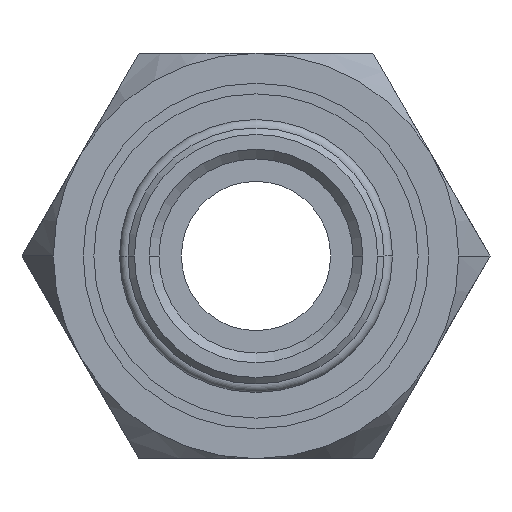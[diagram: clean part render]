
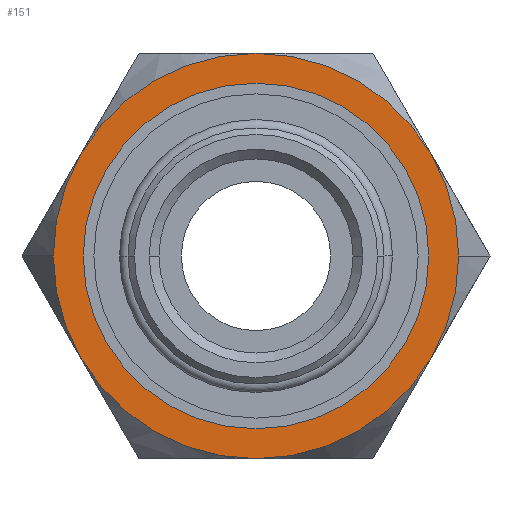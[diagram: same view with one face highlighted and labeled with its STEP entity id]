
A CAD part, front view. The second image highlights one B-rep face of the part: STEP entity #151.
In plain terms, the highlighted planar face has unit normal (0, -1, 0).
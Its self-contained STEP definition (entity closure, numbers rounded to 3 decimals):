
#151=ADVANCED_FACE('',(#319,#320),#321,.T.);
#319=FACE_BOUND('',#508,.T.);
#320=FACE_OUTER_BOUND('',#509,.T.);
#321=PLANE('',#510);
#508=EDGE_LOOP('',(#856,#857));
#509=EDGE_LOOP('',(#858,#859,#860,#861,#862,#863,#864,#865));
#510=AXIS2_PLACEMENT_3D('',#866,#867,#868);
#856=ORIENTED_EDGE('',*,*,#1146,.T.);
#857=ORIENTED_EDGE('',*,*,#1111,.T.);
#858=ORIENTED_EDGE('',*,*,#1170,.T.);
#859=ORIENTED_EDGE('',*,*,#1093,.T.);
#860=ORIENTED_EDGE('',*,*,#1175,.T.);
#861=ORIENTED_EDGE('',*,*,#1156,.T.);
#862=ORIENTED_EDGE('',*,*,#1096,.T.);
#863=ORIENTED_EDGE('',*,*,#1160,.T.);
#864=ORIENTED_EDGE('',*,*,#1163,.T.);
#865=ORIENTED_EDGE('',*,*,#1168,.T.);
#866=CARTESIAN_POINT('',(-4.75,19.1,0.0));
#867=DIRECTION('',(0.,-1.0,0.0));
#868=DIRECTION('',(-1.0,0.,0.0));
#1093=EDGE_CURVE('',#1299,#1301,#1303,.T.);
#1096=EDGE_CURVE('',#1308,#1305,#1309,.T.);
#1111=EDGE_CURVE('',#1328,#1332,#1334,.T.);
#1146=EDGE_CURVE('',#1332,#1328,#1379,.T.);
#1156=EDGE_CURVE('',#1390,#1308,#1391,.T.);
#1160=EDGE_CURVE('',#1305,#1394,#1396,.T.);
#1163=EDGE_CURVE('',#1394,#1399,#1401,.T.);
#1168=EDGE_CURVE('',#1399,#1406,#1408,.T.);
#1170=EDGE_CURVE('',#1406,#1299,#1410,.T.);
#1175=EDGE_CURVE('',#1301,#1390,#1416,.T.);
#1299=VERTEX_POINT('',#1560);
#1301=VERTEX_POINT('',#1563);
#1303=CIRCLE('',#1576,9.5);
#1305=VERTEX_POINT('',#1578);
#1308=VERTEX_POINT('',#1582);
#1309=CIRCLE('',#1583,9.5);
#1328=VERTEX_POINT('',#1617);
#1332=VERTEX_POINT('',#1622);
#1334=CIRCLE('',#1625,6.84);
#1379=CIRCLE('',#1678,6.84);
#1390=VERTEX_POINT('',#1700);
#1391=CIRCLE('',#1701,9.5);
#1394=VERTEX_POINT('',#1715);
#1396=CIRCLE('',#1728,9.5);
#1399=VERTEX_POINT('',#1731);
#1401=CIRCLE('',#1744,9.5);
#1406=VERTEX_POINT('',#1771);
#1408=CIRCLE('',#1784,9.5);
#1410=CIRCLE('',#1786,9.5);
#1416=CIRCLE('',#1825,9.5);
#1560=CARTESIAN_POINT('',(-9.5,19.1,0.));
#1563=CARTESIAN_POINT('',(-8.227,19.1,-4.75));
#1576=AXIS2_PLACEMENT_3D('',#1965,#1966,#1967);
#1578=CARTESIAN_POINT('',(9.5,19.1,0.));
#1582=CARTESIAN_POINT('',(8.227,19.1,-4.75));
#1583=AXIS2_PLACEMENT_3D('',#1969,#1970,#1971);
#1617=CARTESIAN_POINT('',(6.84,19.1,0.));
#1622=CARTESIAN_POINT('',(-6.84,19.1,0.));
#1625=AXIS2_PLACEMENT_3D('',#1990,#1991,#1992);
#1678=AXIS2_PLACEMENT_3D('',#2043,#2044,#2045);
#1700=CARTESIAN_POINT('',(0.,19.1,-9.5));
#1701=AXIS2_PLACEMENT_3D('',#2058,#2059,#2060);
#1715=CARTESIAN_POINT('',(8.227,19.1,4.75));
#1728=AXIS2_PLACEMENT_3D('',#2061,#2062,#2063);
#1731=CARTESIAN_POINT('',(0.,19.1,9.5));
#1744=AXIS2_PLACEMENT_3D('',#2064,#2065,#2066);
#1771=CARTESIAN_POINT('',(-8.227,19.1,4.75));
#1784=AXIS2_PLACEMENT_3D('',#2067,#2068,#2069);
#1786=AXIS2_PLACEMENT_3D('',#2070,#2071,#2072);
#1825=AXIS2_PLACEMENT_3D('',#2073,#2074,#2075);
#1965=CARTESIAN_POINT('',(0.,19.1,0.0));
#1966=DIRECTION('',(0.,-1.0,0.0));
#1967=DIRECTION('',(-1.0,0.,0.0));
#1969=CARTESIAN_POINT('',(0.,19.1,0.0));
#1970=DIRECTION('',(0.,-1.0,0.0));
#1971=DIRECTION('',(-1.0,0.,0.0));
#1990=CARTESIAN_POINT('',(0.0,19.1,0.0));
#1991=DIRECTION('',(0.,1.0,0.0));
#1992=DIRECTION('',(1.0,0.,0.0));
#2043=CARTESIAN_POINT('',(0.0,19.1,0.0));
#2044=DIRECTION('',(0.,1.0,0.0));
#2045=DIRECTION('',(1.0,0.,0.0));
#2058=CARTESIAN_POINT('',(0.,19.1,0.0));
#2059=DIRECTION('',(0.,-1.0,0.0));
#2060=DIRECTION('',(-1.0,0.,0.0));
#2061=CARTESIAN_POINT('',(0.,19.1,0.0));
#2062=DIRECTION('',(0.,-1.0,0.0));
#2063=DIRECTION('',(-1.0,0.,0.0));
#2064=CARTESIAN_POINT('',(0.,19.1,0.0));
#2065=DIRECTION('',(0.,-1.0,0.0));
#2066=DIRECTION('',(-1.0,0.,0.0));
#2067=CARTESIAN_POINT('',(0.,19.1,0.0));
#2068=DIRECTION('',(0.,-1.0,0.0));
#2069=DIRECTION('',(-1.0,0.,0.0));
#2070=CARTESIAN_POINT('',(0.,19.1,0.0));
#2071=DIRECTION('',(0.,-1.0,0.0));
#2072=DIRECTION('',(-1.0,0.,0.0));
#2073=CARTESIAN_POINT('',(0.,19.1,0.0));
#2074=DIRECTION('',(0.,-1.0,0.0));
#2075=DIRECTION('',(-1.0,0.,0.0));
